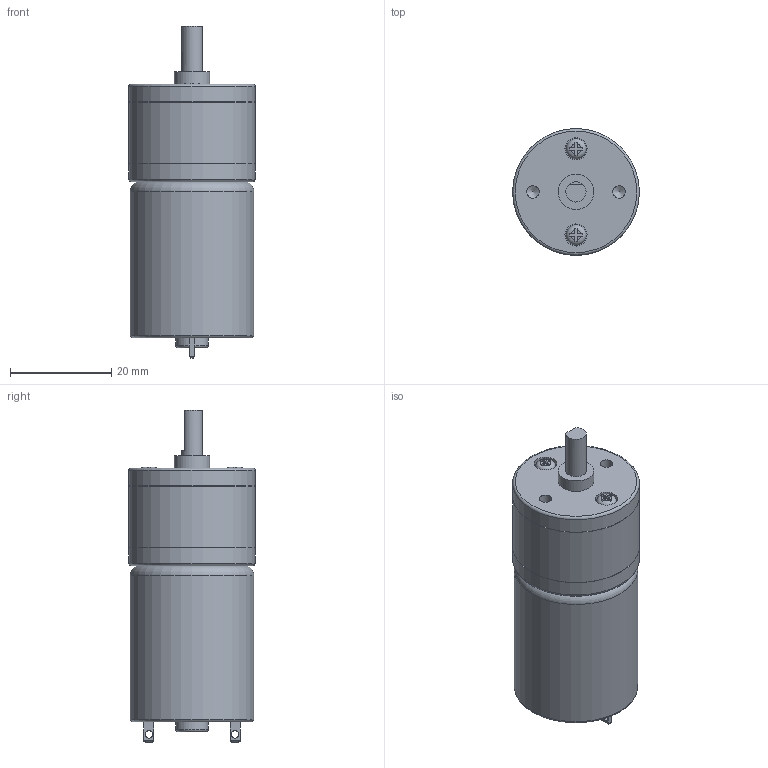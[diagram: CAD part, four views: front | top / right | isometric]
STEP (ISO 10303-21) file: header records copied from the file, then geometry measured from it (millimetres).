
FILE_DESCRIPTION(/* description */ ('STEP AP242','CAx-IF Rec.Pracs.---Representation and Presentation of Product Manufacturing Information (PMI)---4.0---2014-10-13','CAx-IF Rec.Pracs.---3D Tessellated Geometry---0.4---2014-09-14','2;1'),/* implementation_level */ '2;1');
FILE_NAME(/* name */ '687a1e8fc510a71642750a4f',/* time_stamp */ '2025-07-18T10:14:40Z',/* author */ (''),/* organization */ (''),/* preprocessor_version */ 'ST-DEVELOPER v20',/* originating_system */ 'ONSHAPE BY PTC INC, 1.200',/* authorisation */ ' ');
FILE_SCHEMA (('AP242_MANAGED_MODEL_BASED_3D_ENGINEERING_MIM_LF { 1 0 10303 442 1 1 4 }'));
Length unit declared in the file: metre
Products named in the file (7): 25ga-370-280-rpm-dc Motor
Bounding box: 25 x 25 x 65.5 mm (x, y, z)
Volume: 23875.7 mm3; surface area: 6539.6 mm2
Topology: 7 solids, 9 shells, 106 faces, 230 edges, 148 vertices
Faces by surface type: plane 70, cylinder 23, torus 9, cone 4
Full cylindrical faces by diameter (mm): 1.5 x2, 2.4 x2, 2.459 x2, 4 x3, 4.4 x2, 6.5 x1, 7 x1, 24.4 x1, 24.5 x2, 25 x3
Entity records: 2819 total; most frequent: CARTESIAN_POINT 511, DIRECTION 450, ORIENTED_EDGE 372, EDGE_CURVE 186, AXIS2_PLACEMENT_3D 175, FACE_BOUND 152, EDGE_LOOP 148, VERTEX_POINT 140
